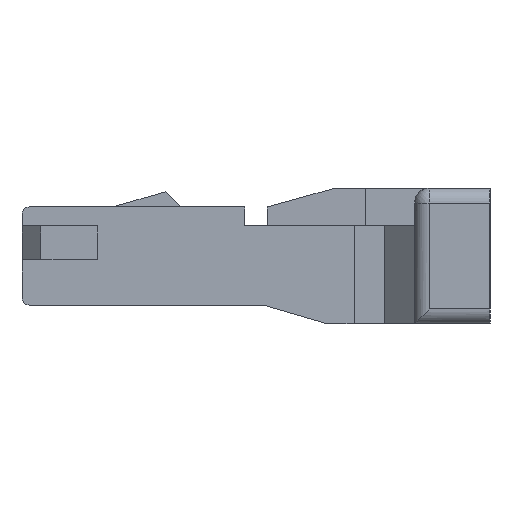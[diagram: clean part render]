
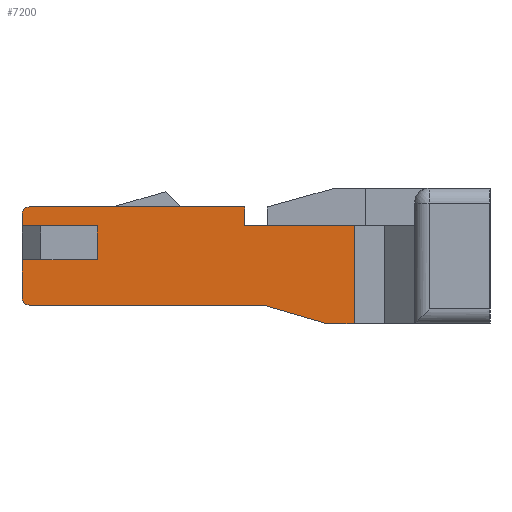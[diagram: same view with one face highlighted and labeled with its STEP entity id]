
A CAD part, left-side view. The second image highlights one B-rep face of the part: STEP entity #7200.
In plain terms, the highlighted planar face has unit normal (-1, 0, 0).
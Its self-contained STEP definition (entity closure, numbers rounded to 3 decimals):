
#46=CIRCLE('',#7618,0.1);
#47=CIRCLE('',#7619,0.1);
#271=FACE_OUTER_BOUND('',#670,.T.);
#670=EDGE_LOOP('',(#5664,#5665,#5666,#5667,#5668,#5669,#5670,#5671,#5672,
#5673,#5674,#5675,#5676,#5677));
#871=LINE('',#9659,#1878);
#1430=LINE('',#10806,#2437);
#1432=LINE('',#10813,#2439);
#1433=LINE('',#10815,#2440);
#1434=LINE('',#10817,#2441);
#1435=LINE('',#10819,#2442);
#1436=LINE('',#10821,#2443);
#1437=LINE('',#10825,#2444);
#1438=LINE('',#10826,#2445);
#1439=LINE('',#10828,#2446);
#1440=LINE('',#10830,#2447);
#1441=LINE('',#10831,#2448);
#1878=VECTOR('',#7821,0.35);
#2437=VECTOR('',#8812,1.3);
#2439=VECTOR('',#8818,0.15);
#2440=VECTOR('',#8819,1.);
#2441=VECTOR('',#8820,0.45);
#2442=VECTOR('',#8821,1.);
#2443=VECTOR('',#8822,0.5);
#2444=VECTOR('',#8825,3.1);
#2445=VECTOR('',#8826,0.886);
#2446=VECTOR('',#8827,1.45);
#2447=VECTOR('',#8828,0.25);
#2448=VECTOR('',#8829,2.85);
#2885=VERTEX_POINT('',#9656);
#2886=VERTEX_POINT('',#9658);
#3258=VERTEX_POINT('',#10805);
#3259=VERTEX_POINT('',#10809);
#3260=VERTEX_POINT('',#10810);
#3261=VERTEX_POINT('',#10812);
#3262=VERTEX_POINT('',#10814);
#3263=VERTEX_POINT('',#10816);
#3264=VERTEX_POINT('',#10818);
#3265=VERTEX_POINT('',#10820);
#3266=VERTEX_POINT('',#10822);
#3267=VERTEX_POINT('',#10824);
#3268=VERTEX_POINT('',#10827);
#3269=VERTEX_POINT('',#10829);
#3539=EDGE_CURVE('',#2886,#2885,#871,.T.);
#4109=EDGE_CURVE('',#2885,#3258,#1430,.T.);
#4111=EDGE_CURVE('',#3259,#3260,#46,.T.);
#4112=EDGE_CURVE('',#3261,#3260,#1432,.T.);
#4113=EDGE_CURVE('',#3261,#3262,#1433,.T.);
#4114=EDGE_CURVE('',#3263,#3262,#1434,.T.);
#4115=EDGE_CURVE('',#3264,#3263,#1435,.T.);
#4116=EDGE_CURVE('',#3265,#3264,#1436,.T.);
#4117=EDGE_CURVE('',#3265,#3266,#47,.T.);
#4118=EDGE_CURVE('',#3266,#3267,#1437,.T.);
#4119=EDGE_CURVE('',#3267,#2886,#1438,.T.);
#4120=EDGE_CURVE('',#3258,#3268,#1439,.T.);
#4121=EDGE_CURVE('',#3269,#3268,#1440,.T.);
#4122=EDGE_CURVE('',#3259,#3269,#1441,.T.);
#5664=ORIENTED_EDGE('',*,*,#4111,.T.);
#5665=ORIENTED_EDGE('',*,*,#4112,.F.);
#5666=ORIENTED_EDGE('',*,*,#4113,.T.);
#5667=ORIENTED_EDGE('',*,*,#4114,.F.);
#5668=ORIENTED_EDGE('',*,*,#4115,.F.);
#5669=ORIENTED_EDGE('',*,*,#4116,.F.);
#5670=ORIENTED_EDGE('',*,*,#4117,.T.);
#5671=ORIENTED_EDGE('',*,*,#4118,.T.);
#5672=ORIENTED_EDGE('',*,*,#4119,.T.);
#5673=ORIENTED_EDGE('',*,*,#3539,.T.);
#5674=ORIENTED_EDGE('',*,*,#4109,.T.);
#5675=ORIENTED_EDGE('',*,*,#4120,.T.);
#5676=ORIENTED_EDGE('',*,*,#4121,.F.);
#5677=ORIENTED_EDGE('',*,*,#4122,.F.);
#6815=PLANE('',#7617);
#7200=ADVANCED_FACE('',(#271),#6815,.T.);
#7617=AXIS2_PLACEMENT_3D('',#10808,#8814,#8815);
#7618=AXIS2_PLACEMENT_3D('',#10811,#8816,#8817);
#7619=AXIS2_PLACEMENT_3D('',#10823,#8823,#8824);
#7821=DIRECTION('',(0.,-1.,0.));
#8812=DIRECTION('',(0.,0.,1.));
#8814=DIRECTION('center_axis',(-1.,0.,0.));
#8815=DIRECTION('ref_axis',(0.,-1.,0.));
#8816=DIRECTION('center_axis',(-1.,0.,0.));
#8817=DIRECTION('ref_axis',(0.,0.,1.));
#8818=DIRECTION('',(0.,0.,1.));
#8819=DIRECTION('',(0.,-1.,0.));
#8820=DIRECTION('',(0.,0.,1.));
#8821=DIRECTION('',(0.,-1.,0.));
#8822=DIRECTION('',(0.,0.,1.));
#8823=DIRECTION('center_axis',(-1.,0.,0.));
#8824=DIRECTION('ref_axis',(0.,1.,0.));
#8825=DIRECTION('',(0.,-1.,0.));
#8826=DIRECTION('',(0.,-0.959,-0.282));
#8827=DIRECTION('',(0.,1.,0.));
#8828=DIRECTION('',(0.,0.,-1.));
#8829=DIRECTION('',(0.,-1.,0.));
#9656=CARTESIAN_POINT('',(-4.485,-0.7,-0.9));
#9658=CARTESIAN_POINT('',(-4.485,-0.35,-0.9));
#9659=CARTESIAN_POINT('',(-4.485,-0.35,-0.9));
#10805=CARTESIAN_POINT('',(-4.485,-0.7,0.4));
#10806=CARTESIAN_POINT('',(-4.485,-0.7,-0.9));
#10808=CARTESIAN_POINT('Origin',(-4.485,3.7,-0.9));
#10809=CARTESIAN_POINT('',(-4.485,3.6,0.65));
#10810=CARTESIAN_POINT('',(-4.485,3.7,0.55));
#10811=CARTESIAN_POINT('Origin',(-4.485,3.6,0.55));
#10812=CARTESIAN_POINT('',(-4.485,3.7,0.4));
#10813=CARTESIAN_POINT('',(-4.485,3.7,0.4));
#10814=CARTESIAN_POINT('',(-4.485,2.7,0.4));
#10815=CARTESIAN_POINT('',(-4.485,3.7,0.4));
#10816=CARTESIAN_POINT('',(-4.485,2.7,-0.05));
#10817=CARTESIAN_POINT('',(-4.485,2.7,-0.05));
#10818=CARTESIAN_POINT('',(-4.485,3.7,-0.05));
#10819=CARTESIAN_POINT('',(-4.485,3.7,-0.05));
#10820=CARTESIAN_POINT('',(-4.485,3.7,-0.55));
#10821=CARTESIAN_POINT('',(-4.485,3.7,-0.55));
#10822=CARTESIAN_POINT('',(-4.485,3.6,-0.65));
#10823=CARTESIAN_POINT('Origin',(-4.485,3.6,-0.55));
#10824=CARTESIAN_POINT('',(-4.485,0.5,-0.65));
#10825=CARTESIAN_POINT('',(-4.485,3.6,-0.65));
#10826=CARTESIAN_POINT('',(-4.485,0.5,-0.65));
#10827=CARTESIAN_POINT('',(-4.485,0.75,0.4));
#10828=CARTESIAN_POINT('',(-4.485,-0.7,0.4));
#10829=CARTESIAN_POINT('',(-4.485,0.75,0.65));
#10830=CARTESIAN_POINT('',(-4.485,0.75,0.65));
#10831=CARTESIAN_POINT('',(-4.485,3.6,0.65));
